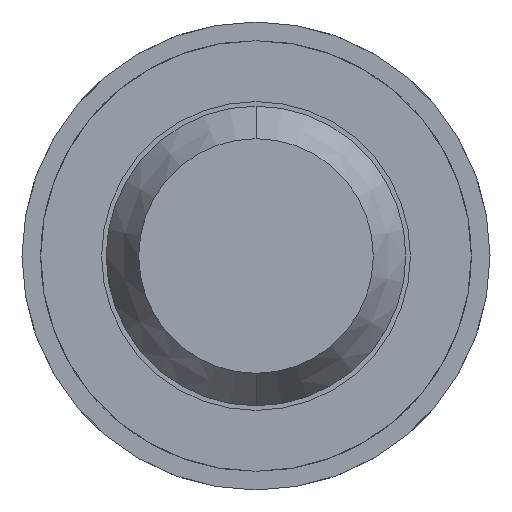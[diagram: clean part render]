
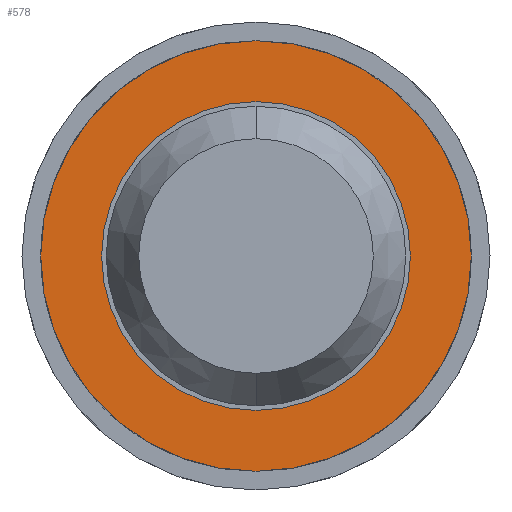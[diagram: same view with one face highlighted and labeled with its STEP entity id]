
A CAD part, front view. The second image highlights one B-rep face of the part: STEP entity #578.
In plain terms, the highlighted planar face has unit normal (0, -1, 0).
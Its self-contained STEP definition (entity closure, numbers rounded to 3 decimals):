
#47 = CARTESIAN_POINT ( 'NONE',  ( 0., -1.7, 0.825 ) ) ;
#73 = ORIENTED_EDGE ( 'NONE', *, *, #3483, .T. ) ;
#119 = DIRECTION ( 'NONE',  ( 0., 1., 0. ) ) ;
#256 = CARTESIAN_POINT ( 'NONE',  ( 0.825, -1.7, 0. ) ) ;
#304 = DIRECTION ( 'NONE',  ( 0., 0., 1. ) ) ;
#492 = AXIS2_PLACEMENT_3D ( 'NONE', #5658, #3004, #304 ) ;
#578 = ADVANCED_FACE ( 'Defeature ausgef�hrt2_7', ( #2458, #1612 ), #2933, .F. ) ;
#714 = AXIS2_PLACEMENT_3D ( 'NONE', #256, #1616, #4737 ) ;
#720 = VERTEX_POINT ( 'NONE', #2495 ) ;
#900 = CARTESIAN_POINT ( 'NONE',  ( 0., -1.7, 1.15 ) ) ;
#1079 = CARTESIAN_POINT ( 'NONE',  ( 0., -1.7, 0. ) ) ;
#1126 = VERTEX_POINT ( 'NONE', #47 ) ;
#1130 = VERTEX_POINT ( 'NONE', #1930 ) ;
#1159 = EDGE_CURVE ( 'Defeature ausgef�hrt2_7+Defeature ausgef�hrt2_6+Defeature ausgef�hrt2_6+Defeature ausgef�hrt2_6', #720, #1126, #4392, .T. ) ;
#1361 = ORIENTED_EDGE ( 'NONE', *, *, #2606, .F. ) ;
#1414 = DIRECTION ( 'NONE',  ( 0., 0., 1. ) ) ;
#1494 = DIRECTION ( 'NONE',  ( 0., 0., 1. ) ) ;
#1612 = FACE_BOUND ( 'NONE', #3765, .T. ) ;
#1616 = DIRECTION ( 'NONE',  ( 0., 1., 0. ) ) ;
#1768 = AXIS2_PLACEMENT_3D ( 'NONE', #1948, #119, #1494 ) ;
#1891 = EDGE_CURVE ( 'Defeature ausgef�hrt2_3+Defeature ausgef�hrt2_7+Defeature ausgef�hrt2_7+Defeature ausgef�hrt2_7', #2520, #1130, #3710, .T. ) ;
#1930 = CARTESIAN_POINT ( 'NONE',  ( 0., -1.7, -1.15 ) ) ;
#1948 = CARTESIAN_POINT ( 'NONE',  ( 0., -1.7, 0. ) ) ;
#2149 = ORIENTED_EDGE ( 'NONE', *, *, #1159, .T. ) ;
#2200 = AXIS2_PLACEMENT_3D ( 'NONE', #3217, #5411, #1414 ) ;
#2374 = CIRCLE ( 'NONE', #4730, 0.825 ) ;
#2458 = FACE_OUTER_BOUND ( 'NONE', #2709, .T. ) ;
#2495 = CARTESIAN_POINT ( 'NONE',  ( 0., -1.7, -0.825 ) ) ;
#2520 = VERTEX_POINT ( 'NONE', #900 ) ;
#2606 = EDGE_CURVE ( 'Defeature ausgef�hrt2_3+Defeature ausgef�hrt2_7+Defeature ausgef�hrt2_7+Defeature ausgef�hrt2_7', #1130, #2520, #4598, .T. ) ;
#2709 = EDGE_LOOP ( 'NONE', ( #4712, #1361 ) ) ;
#2883 = DIRECTION ( 'NONE',  ( 0., 0., 1. ) ) ;
#2933 = PLANE ( 'NONE',  #714 ) ;
#3004 = DIRECTION ( 'NONE',  ( 0., 1., 0. ) ) ;
#3217 = CARTESIAN_POINT ( 'NONE',  ( 0., -1.7, 0. ) ) ;
#3483 = EDGE_CURVE ( 'Defeature ausgef�hrt2_7+Defeature ausgef�hrt2_6+Defeature ausgef�hrt2_6+Defeature ausgef�hrt2_6', #1126, #720, #2374, .T. ) ;
#3710 = CIRCLE ( 'NONE', #492, 1.15 ) ;
#3765 = EDGE_LOOP ( 'NONE', ( #73, #2149 ) ) ;
#4392 = CIRCLE ( 'NONE', #1768, 0.825 ) ;
#4598 = CIRCLE ( 'NONE', #2200, 1.15 ) ;
#4712 = ORIENTED_EDGE ( 'NONE', *, *, #1891, .F. ) ;
#4730 = AXIS2_PLACEMENT_3D ( 'NONE', #1079, #5632, #2883 ) ;
#4737 = DIRECTION ( 'NONE',  ( 0., 0., 1. ) ) ;
#5411 = DIRECTION ( 'NONE',  ( 0., 1., 0. ) ) ;
#5632 = DIRECTION ( 'NONE',  ( 0., 1., 0. ) ) ;
#5658 = CARTESIAN_POINT ( 'NONE',  ( 0., -1.7, 0. ) ) ;
